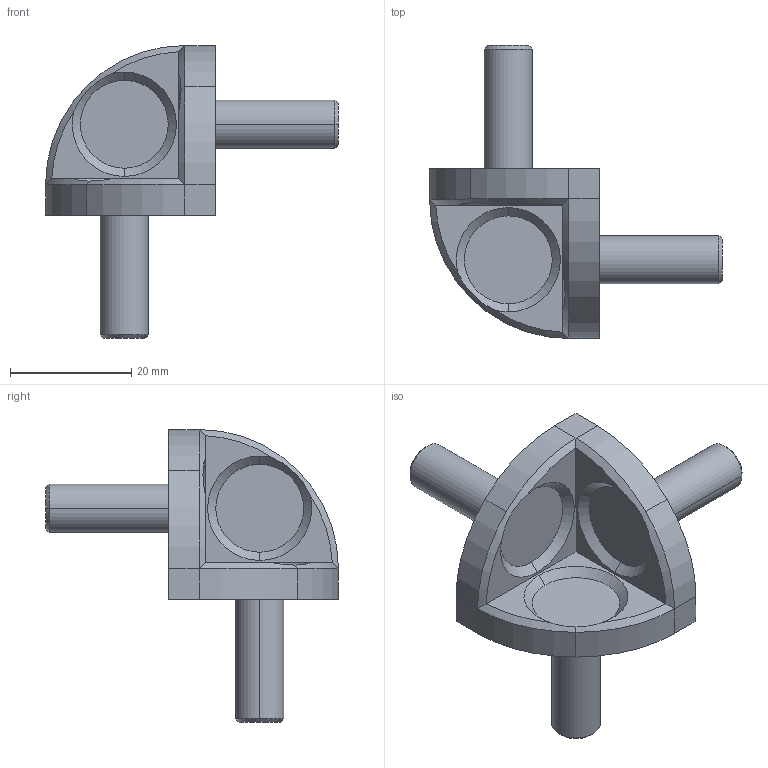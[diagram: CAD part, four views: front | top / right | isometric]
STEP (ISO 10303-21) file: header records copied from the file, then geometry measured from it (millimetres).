
FILE_DESCRIPTION (( 'STEP AP203' ), '1' );
FILE_NAME ('3_842_519_319_Bosch.step', '2024-06-10T07:48:46', ( '' ), ( '' ), 'SwSTEP 2.0', 'SolidWorks 2014', '' );
FILE_SCHEMA (( 'CONFIG_CONTROL_DESIGN' ));
Length unit declared in the file: millimetre
Products named in the file (1): 3_842_519_319_Bosch
Bounding box: 48.35 x 48.35 x 48.35 mm (x, y, z)
Volume: 11399.6 mm3; surface area: 5653.3 mm2
Topology: 1 solids, 1 shells, 55 faces, 128 edges, 78 vertices
Faces by surface type: cone 22, cylinder 18, plane 15
Entity records: 1698 total; most frequent: CARTESIAN_POINT 308, DIRECTION 304, ORIENTED_EDGE 260, EDGE_CURVE 130, AXIS2_PLACEMENT_3D 125, VERTEX_POINT 80, CIRCLE 69, EDGE_LOOP 58
